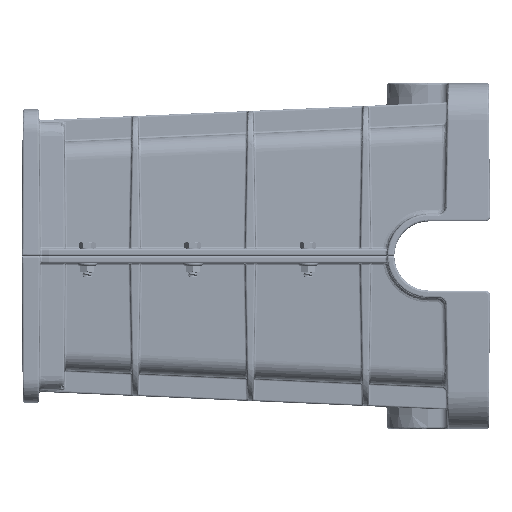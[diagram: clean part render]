
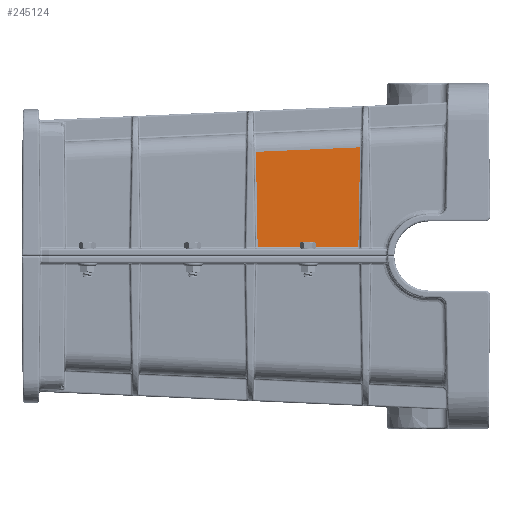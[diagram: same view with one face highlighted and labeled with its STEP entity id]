
A CAD part, left-side view. The second image highlights one B-rep face of the part: STEP entity #245124.
In plain terms, the highlighted planar face has unit normal (-0.999, 0.026, 0.035).
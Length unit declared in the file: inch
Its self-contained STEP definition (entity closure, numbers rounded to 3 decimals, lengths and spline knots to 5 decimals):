
#1073 = ORIENTED_EDGE ( 'NONE', *, *, #74673, .F. ) ;
#28031 = CARTESIAN_POINT ( 'NONE',  ( -6.05305, 12.2101, 5.4259 ) ) ;
#41417 = CARTESIAN_POINT ( 'NONE',  ( -6.22821, 12.1237, 0.47651 ) ) ;
#42229 = DIRECTION ( 'NONE',  ( -0.034, 0.017, -0.999 ) ) ;
#74673 = EDGE_CURVE ( 'NONE', #376562, #175703, #415673, .T. ) ;
#82177 = VECTOR ( 'NONE', #458645, 39.37008 ) ;
#86765 = PLANE ( 'NONE',  #425194 ) ;
#112253 = ORIENTED_EDGE ( 'NONE', *, *, #179417, .F. ) ;
#140187 = ORIENTED_EDGE ( 'NONE', *, *, #480783, .F. ) ;
#149924 = EDGE_LOOP ( 'NONE', ( #112253, #260304, #140187, #1073 ) ) ;
#170894 = CARTESIAN_POINT ( 'NONE',  ( -6.18684, 6.78488, 5.66277 ) ) ;
#175703 = VERTEX_POINT ( 'NONE', #460177 ) ;
#179128 = VECTOR ( 'NONE', #463229, 39.37008 ) ;
#179334 = LINE ( 'NONE', #397188, #339172 ) ;
#179417 = EDGE_CURVE ( 'NONE', #376009, #376562, #179334, .T. ) ;
#199533 = LINE ( 'NONE', #28031, #179128 ) ;
#211111 = CARTESIAN_POINT ( 'NONE',  ( -6.05305, 12.2101, 5.4259 ) ) ;
#218239 = DIRECTION ( 'NONE',  ( 0., -0.8, 0.6 ) ) ;
#219502 = VERTEX_POINT ( 'NONE', #211111 ) ;
#223896 = DIRECTION ( 'NONE',  ( -0.999, 0.026, 0.035 ) ) ;
#245124 = ADVANCED_FACE ( 'NONE', ( #344447 ), #86765, .T. ) ;
#257674 = EDGE_CURVE ( 'NONE', #219502, #376009, #199533, .T. ) ;
#260304 = ORIENTED_EDGE ( 'NONE', *, *, #257674, .F. ) ;
#339172 = VECTOR ( 'NONE', #42229, 39.37008 ) ;
#344447 = FACE_OUTER_BOUND ( 'NONE', #149924, .T. ) ;
#353272 = DIRECTION ( 'NONE',  ( 0.035, 0.017, 0.999 ) ) ;
#376009 = VERTEX_POINT ( 'NONE', #170894 ) ;
#376562 = VERTEX_POINT ( 'NONE', #467017 ) ;
#397188 = CARTESIAN_POINT ( 'NONE',  ( -6.18684, 6.78488, 5.66277 ) ) ;
#412808 = CARTESIAN_POINT ( 'NONE',  ( -6.36564, 6.87541, 0.47651 ) ) ;
#415673 = LINE ( 'NONE', #412808, #82177 ) ;
#425194 = AXIS2_PLACEMENT_3D ( 'NONE', #436211, #223896, #218239 ) ;
#436211 = CARTESIAN_POINT ( 'NONE',  ( -6.53438, 1.06724, 0. ) ) ;
#458645 = DIRECTION ( 'NONE',  ( 0.026, 1., 0. ) ) ;
#460177 = CARTESIAN_POINT ( 'NONE',  ( -6.22821, 12.1237, 0.47651 ) ) ;
#463229 = DIRECTION ( 'NONE',  ( -0.025, -0.999, 0.044 ) ) ;
#467017 = CARTESIAN_POINT ( 'NONE',  ( -6.36564, 6.87541, 0.47651 ) ) ;
#480783 = EDGE_CURVE ( 'NONE', #175703, #219502, #502860, .T. ) ;
#502860 = LINE ( 'NONE', #41417, #557895 ) ;
#557895 = VECTOR ( 'NONE', #353272, 39.37008 ) ;
